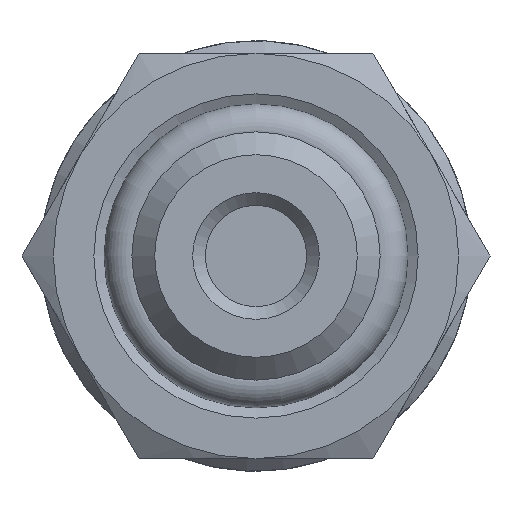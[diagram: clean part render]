
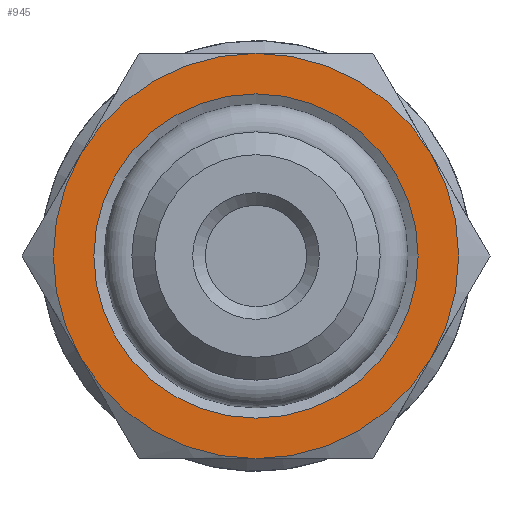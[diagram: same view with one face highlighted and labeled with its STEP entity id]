
A CAD part, front view. The second image highlights one B-rep face of the part: STEP entity #945.
In plain terms, the highlighted planar face has unit normal (0, -1, 0).
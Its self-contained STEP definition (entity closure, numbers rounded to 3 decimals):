
#25=PLANE('',#1069);
#202=FACE_BOUND('',#329,.T.);
#240=FACE_OUTER_BOUND('',#328,.T.);
#328=EDGE_LOOP('',(#786));
#329=EDGE_LOOP('',(#787));
#415=CIRCLE('',#1045,4.);
#416=CIRCLE('',#1047,3.2);
#492=VERTEX_POINT('',#1548);
#493=VERTEX_POINT('',#1551);
#581=EDGE_CURVE('',#492,#492,#415,.T.);
#582=EDGE_CURVE('',#493,#493,#416,.T.);
#786=ORIENTED_EDGE('',*,*,#581,.T.);
#787=ORIENTED_EDGE('',*,*,#582,.F.);
#945=ADVANCED_FACE('',(#240,#202),#25,.T.);
#1045=AXIS2_PLACEMENT_3D('',#1549,#1253,#1254);
#1047=AXIS2_PLACEMENT_3D('',#1552,#1257,#1258);
#1069=AXIS2_PLACEMENT_3D('',#1671,#1307,#1308);
#1253=DIRECTION('center_axis',(0.,-1.,0.));
#1254=DIRECTION('ref_axis',(0.,0.,-1.));
#1257=DIRECTION('center_axis',(0.,-1.,0.));
#1258=DIRECTION('ref_axis',(0.,0.,-1.));
#1307=DIRECTION('center_axis',(0.,-1.,0.));
#1308=DIRECTION('ref_axis',(0.,0.,-1.));
#1548=CARTESIAN_POINT('',(0.,4.,-4.));
#1549=CARTESIAN_POINT('Origin',(0.,4.,0.));
#1551=CARTESIAN_POINT('',(0.,4.,-3.2));
#1552=CARTESIAN_POINT('Origin',(0.,4.,0.));
#1671=CARTESIAN_POINT('Origin',(3.2,4.,0.));
